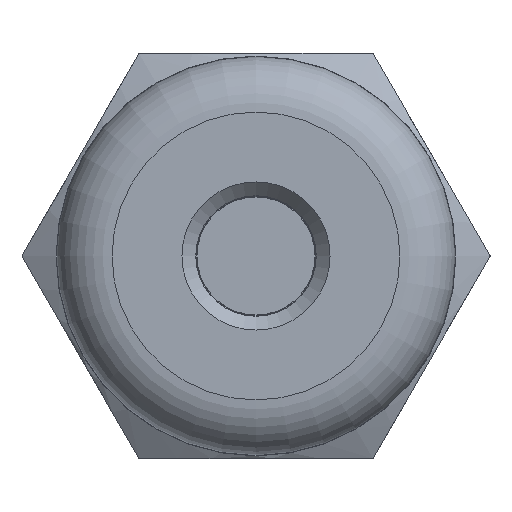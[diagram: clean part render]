
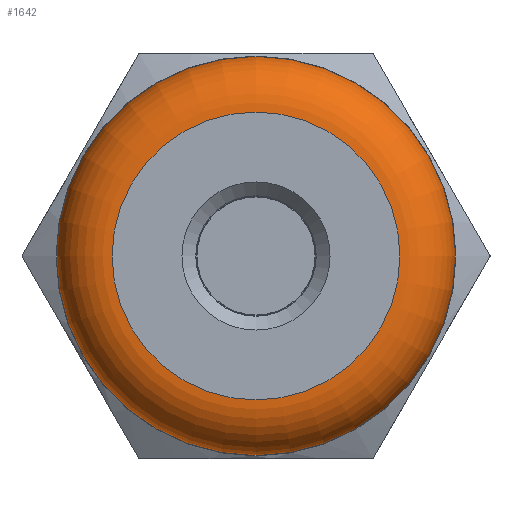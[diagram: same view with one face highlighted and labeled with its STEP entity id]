
A CAD part, left-side view. The second image highlights one B-rep face of the part: STEP entity #1642.
In plain terms, the highlighted toroidal (fillet/blend) face has major radius 3.946 mm and minor radius 1.524 mm.
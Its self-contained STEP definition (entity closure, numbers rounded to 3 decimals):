
#1615=CARTESIAN_POINT('',(-5.343,0.,0.));
#1616=DIRECTION('',(1.0,0.,0.));
#1617=DIRECTION('',(0.0,0.0,-1.0));
#1618=AXIS2_PLACEMENT_3D('',#1615,#1616,#1617);
#1619=TOROIDAL_SURFACE('',#1618,3.946,1.524);
#1620=CARTESIAN_POINT('',(-5.343,5.47,0.));
#1621=VERTEX_POINT('',#1620);
#1622=CARTESIAN_POINT('',(-5.343,0.,0.));
#1623=DIRECTION('',(1.0,0.0,0.0));
#1624=DIRECTION('',(0.0,1.0,0.0));
#1625=AXIS2_PLACEMENT_3D('',#1622,#1623,#1624);
#1626=CIRCLE('',#1625,5.47);
#1627=EDGE_CURVE('',#1621,#1621,#1626,.T.);
#1628=ORIENTED_EDGE('',*,*,#1627,.F.);
#1629=EDGE_LOOP('',(#1628));
#1630=FACE_OUTER_BOUND('',#1629,.T.);
#1631=CARTESIAN_POINT('',(-6.867,3.946,0.));
#1632=VERTEX_POINT('',#1631);
#1633=CARTESIAN_POINT('',(-6.867,0.,0.));
#1634=DIRECTION('',(1.0,0.0,0.0));
#1635=DIRECTION('',(0.0,-1.0,0.0));
#1636=AXIS2_PLACEMENT_3D('',#1633,#1634,#1635);
#1637=CIRCLE('',#1636,3.946);
#1638=EDGE_CURVE('',#1632,#1632,#1637,.T.);
#1639=ORIENTED_EDGE('',*,*,#1638,.T.);
#1640=EDGE_LOOP('',(#1639));
#1641=FACE_BOUND('',#1640,.T.);
#1642=ADVANCED_FACE('',(#1630,#1641),#1619,.T.);
